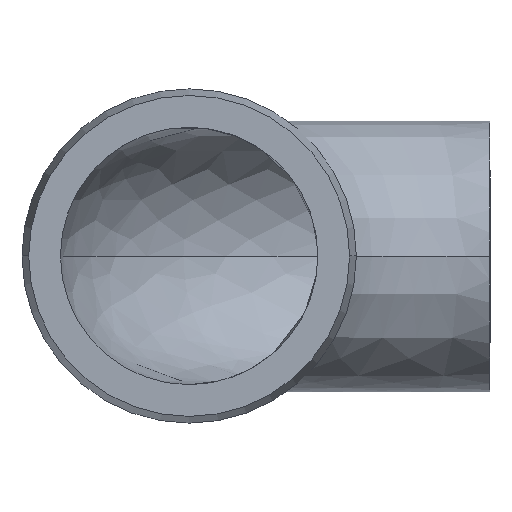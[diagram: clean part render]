
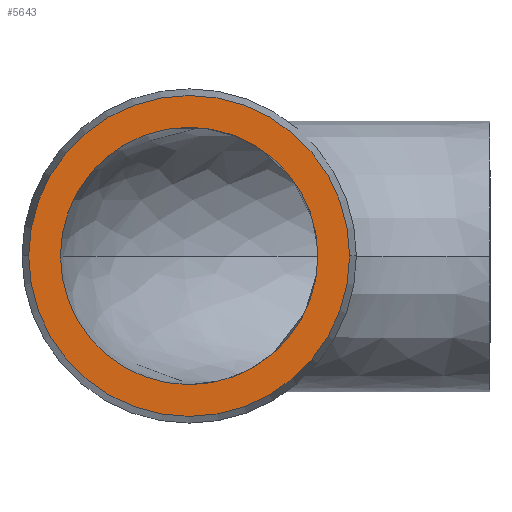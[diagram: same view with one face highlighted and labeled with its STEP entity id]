
A CAD part, top view. The second image highlights one B-rep face of the part: STEP entity #5643.
In plain terms, the highlighted planar face has unit normal (0, 0, 1).
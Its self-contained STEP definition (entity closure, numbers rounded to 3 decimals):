
#284 = EDGE_LOOP ( 'NONE', ( #2000, #2532 ) ) ;
#518 = AXIS2_PLACEMENT_3D ( 'NONE', #3082, #3049, #7043 ) ;
#590 = EDGE_CURVE ( 'NONE', #4327, #4667, #7185, .T. ) ;
#683 = EDGE_CURVE ( 'NONE', #4667, #4327, #2659, .T. ) ;
#1018 = CARTESIAN_POINT ( 'NONE',  ( -90., 0., 0. ) ) ;
#1318 = CARTESIAN_POINT ( 'NONE',  ( -51.5, 0., 0. ) ) ;
#1724 = AXIS2_PLACEMENT_3D ( 'NONE', #1018, #6846, #6122 ) ;
#1734 = CARTESIAN_POINT ( 'NONE',  ( -42., 0., 0. ) ) ;
#1896 = ORIENTED_EDGE ( 'NONE', *, *, #683, .F. ) ;
#2000 = ORIENTED_EDGE ( 'NONE', *, *, #3453, .T. ) ;
#2499 = VERTEX_POINT ( 'NONE', #3979 ) ;
#2532 = ORIENTED_EDGE ( 'NONE', *, *, #5321, .T. ) ;
#2569 = VERTEX_POINT ( 'NONE', #1734 ) ;
#2659 = CIRCLE ( 'NONE', #6835, 38.5 ) ;
#2680 = EDGE_LOOP ( 'NONE', ( #1896, #2714 ) ) ;
#2714 = ORIENTED_EDGE ( 'NONE', *, *, #590, .F. ) ;
#2762 = DIRECTION ( 'NONE',  ( 0., 0., 1. ) ) ;
#3049 = DIRECTION ( 'NONE',  ( 0., 0., 1. ) ) ;
#3082 = CARTESIAN_POINT ( 'NONE',  ( -90., 0., 0. ) ) ;
#3140 = CIRCLE ( 'NONE', #518, 48. ) ;
#3258 = DIRECTION ( 'NONE',  ( -1., 0., 0. ) ) ;
#3354 = DIRECTION ( 'NONE',  ( 0., 0., 1. ) ) ;
#3453 = EDGE_CURVE ( 'NONE', #2499, #2569, #7199, .T. ) ;
#3979 = CARTESIAN_POINT ( 'NONE',  ( -138., 0., 0. ) ) ;
#4117 = CARTESIAN_POINT ( 'NONE',  ( -128.5, 0., 0. ) ) ;
#4170 = PLANE ( 'NONE',  #4657 ) ;
#4327 = VERTEX_POINT ( 'NONE', #4117 ) ;
#4657 = AXIS2_PLACEMENT_3D ( 'NONE', #5903, #4770, #3258 ) ;
#4667 = VERTEX_POINT ( 'NONE', #1318 ) ;
#4729 = FACE_OUTER_BOUND ( 'NONE', #284, .T. ) ;
#4770 = DIRECTION ( 'NONE',  ( 0., 0., -1. ) ) ;
#5020 = DIRECTION ( 'NONE',  ( 1., 0., 0. ) ) ;
#5100 = CARTESIAN_POINT ( 'NONE',  ( -90., 0., 0. ) ) ;
#5321 = EDGE_CURVE ( 'NONE', #2569, #2499, #3140, .T. ) ;
#5344 = FACE_BOUND ( 'NONE', #2680, .T. ) ;
#5643 = ADVANCED_FACE ( 'NONE', ( #5344, #4729 ), #4170, .F. ) ;
#5903 = CARTESIAN_POINT ( 'NONE',  ( -128.5, 0., 0. ) ) ;
#6122 = DIRECTION ( 'NONE',  ( 1., 0., 0. ) ) ;
#6230 = AXIS2_PLACEMENT_3D ( 'NONE', #5100, #2762, #5020 ) ;
#6834 = CARTESIAN_POINT ( 'NONE',  ( -90., 0., 0. ) ) ;
#6835 = AXIS2_PLACEMENT_3D ( 'NONE', #6834, #3354, #7317 ) ;
#6846 = DIRECTION ( 'NONE',  ( 0., 0., 1. ) ) ;
#7043 = DIRECTION ( 'NONE',  ( 1., 0., 0. ) ) ;
#7185 = CIRCLE ( 'NONE', #6230, 38.5 ) ;
#7199 = CIRCLE ( 'NONE', #1724, 48. ) ;
#7317 = DIRECTION ( 'NONE',  ( 1., 0., 0. ) ) ;
